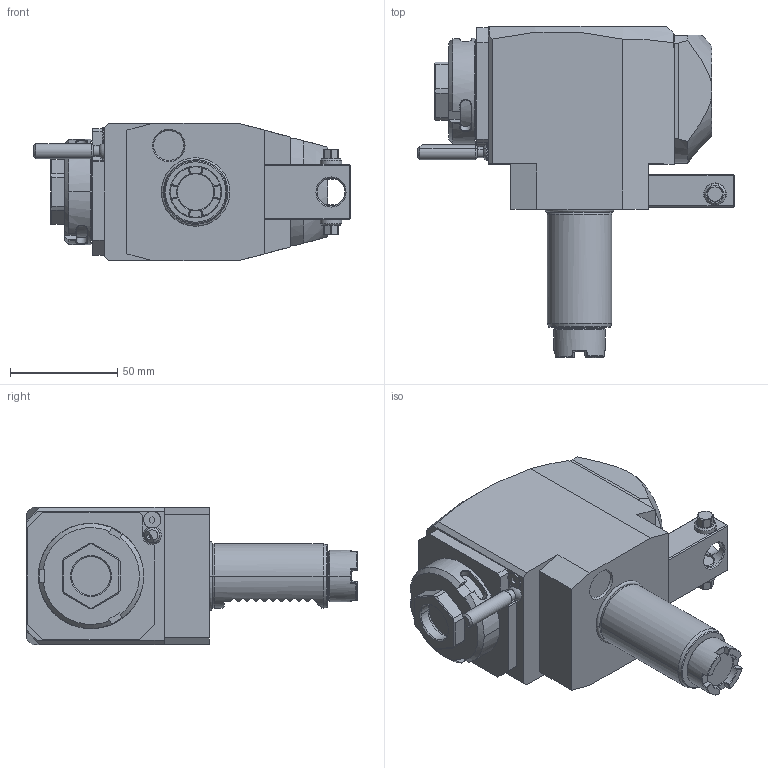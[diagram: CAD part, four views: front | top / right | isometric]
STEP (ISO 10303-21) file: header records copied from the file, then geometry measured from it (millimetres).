
FILE_DESCRIPTION((''),'2;1');
FILE_NAME('NGT1_30_255_25_1_2_55TJB','2024-03-27T',('vali'),('NOVA GRUP'),'PRO/ENGINEER BY PARAMETRIC TECHNOLOGY CORPORATION, 2010280','PRO/ENGINEER BY PARAMETRIC TECHNOLOGY CORPORATION, 2010280','');
FILE_SCHEMA(('CONFIG_CONTROL_DESIGN'));
Length unit declared in the file: millimetre
Products named in the file (1): NGT1_30_255_25_1_2_55TJB
Bounding box: 147.38 x 154 x 64 mm (x, y, z)
Volume: 566179.7 mm3; surface area: 53489.3 mm2
Topology: 1 solids, 1 shells, 391 faces, 1036 edges, 667 vertices
Faces by surface type: plane 207, cylinder 82, cone 72, bspline 22, torus 6, sphere 2
Entity records: 15322 total; most frequent: CARTESIAN_POINT 5997, ORIENTED_EDGE 2072, DIRECTION 1734, EDGE_CURVE 1036, VERTEX_POINT 667, AXIS2_PLACEMENT_3D 612, VECTOR 510, LINE 510
